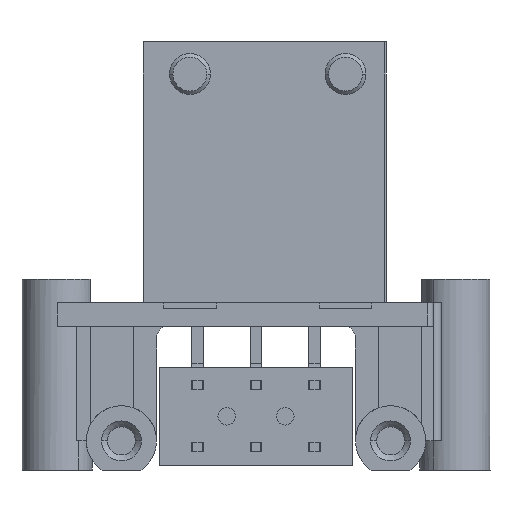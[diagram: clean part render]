
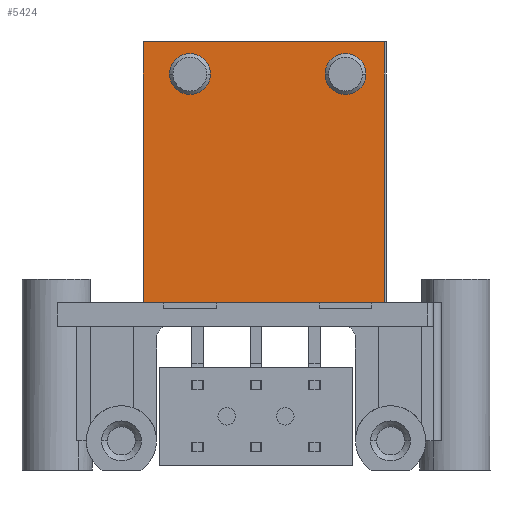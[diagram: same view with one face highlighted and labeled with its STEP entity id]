
A CAD part, front view. The second image highlights one B-rep face of the part: STEP entity #5424.
In plain terms, the highlighted planar face has unit normal (0, -1, 0).
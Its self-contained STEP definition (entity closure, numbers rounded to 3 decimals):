
#72=DIRECTION('',(0.,0.,-1.));
#73=VECTOR('',#72,22.3);
#74=CARTESIAN_POINT('',(-9.65,-7.9,0.));
#75=LINE('',#74,#73);
#80=CARTESIAN_POINT('',(7.65,-7.9,-2.75));
#81=DIRECTION('',(0.,-1.,0.));
#82=DIRECTION('',(-1.,0.,0.));
#83=AXIS2_PLACEMENT_3D('',#80,#81,#82);
#85=CARTESIAN_POINT('',(7.65,-7.9,-2.75));
#86=DIRECTION('',(0.,-1.,0.));
#87=DIRECTION('',(1.,0.,0.));
#88=AXIS2_PLACEMENT_3D('',#85,#86,#87);
#90=CARTESIAN_POINT('',(-5.65,-7.9,-2.75));
#91=DIRECTION('',(0.,-1.,0.));
#92=DIRECTION('',(-1.,0.,0.));
#93=AXIS2_PLACEMENT_3D('',#90,#91,#92);
#95=CARTESIAN_POINT('',(-5.65,-7.9,-2.75));
#96=DIRECTION('',(0.,-1.,0.));
#97=DIRECTION('',(1.,0.,0.));
#98=AXIS2_PLACEMENT_3D('',#95,#96,#97);
#100=DIRECTION('',(1.,0.,0.));
#101=VECTOR('',#100,20.6);
#102=CARTESIAN_POINT('',(-9.65,-7.9,0.));
#103=LINE('',#102,#101);
#104=DIRECTION('',(-1.,0.,0.));
#105=VECTOR('',#104,20.6);
#106=CARTESIAN_POINT('',(10.95,-7.9,-22.3));
#107=LINE('',#106,#105);
#2108=DIRECTION('',(0.,0.,-1.));
#2109=VECTOR('',#2108,22.3);
#2110=CARTESIAN_POINT('',(10.95,-7.9,0.));
#2111=LINE('',#2110,#2109);
#4143=CARTESIAN_POINT('',(-9.65,-7.9,0.));
#4145=VERTEX_POINT('',#4143);
#4192=CARTESIAN_POINT('',(-9.65,-7.9,-22.3));
#4194=VERTEX_POINT('',#4192);
#4322=CARTESIAN_POINT('',(5.9,-7.9,-2.75));
#4323=CARTESIAN_POINT('',(9.4,-7.9,-2.75));
#4324=VERTEX_POINT('',#4322);
#4325=VERTEX_POINT('',#4323);
#4326=CARTESIAN_POINT('',(-7.4,-7.9,-2.75));
#4327=CARTESIAN_POINT('',(-3.9,-7.9,-2.75));
#4328=VERTEX_POINT('',#4326);
#4329=VERTEX_POINT('',#4327);
#4994=CARTESIAN_POINT('',(10.95,-7.9,0.));
#4995=VERTEX_POINT('',#4994);
#4996=CARTESIAN_POINT('',(10.95,-7.9,-22.3));
#4997=VERTEX_POINT('',#4996);
#5398=CARTESIAN_POINT('',(-9.65,-7.9,0.));
#5399=DIRECTION('',(0.,-1.,0.));
#5400=DIRECTION('',(0.,0.,-1.));
#5401=AXIS2_PLACEMENT_3D('',#5398,#5399,#5400);
#5402=PLANE('',#5401);
#5404=ORIENTED_EDGE('',*,*,#5403,.T.);
#5406=ORIENTED_EDGE('',*,*,#5405,.T.);
#5408=ORIENTED_EDGE('',*,*,#5407,.T.);
#5409=ORIENTED_EDGE('',*,*,#5387,.F.);
#5410=EDGE_LOOP('',(#5404,#5406,#5408,#5409));
#5411=FACE_OUTER_BOUND('',#5410,.F.);
#5413=ORIENTED_EDGE('',*,*,#5412,.T.);
#5415=ORIENTED_EDGE('',*,*,#5414,.T.);
#5416=EDGE_LOOP('',(#5413,#5415));
#5417=FACE_BOUND('',#5416,.F.);
#5419=ORIENTED_EDGE('',*,*,#5418,.T.);
#5421=ORIENTED_EDGE('',*,*,#5420,.T.);
#5422=EDGE_LOOP('',(#5419,#5421));
#5423=FACE_BOUND('',#5422,.F.);
#5424=ADVANCED_FACE('',(#5411,#5417,#5423),#5402,.T.);
#84=CIRCLE('',#83,1.75);
#89=CIRCLE('',#88,1.75);
#94=CIRCLE('',#93,1.75);
#99=CIRCLE('',#98,1.75);
#5387=EDGE_CURVE('',#4145,#4194,#75,.T.);
#5403=EDGE_CURVE('',#4145,#4995,#103,.T.);
#5405=EDGE_CURVE('',#4995,#4997,#2111,.T.);
#5407=EDGE_CURVE('',#4997,#4194,#107,.T.);
#5412=EDGE_CURVE('',#4324,#4325,#84,.T.);
#5414=EDGE_CURVE('',#4325,#4324,#89,.T.);
#5418=EDGE_CURVE('',#4328,#4329,#94,.T.);
#5420=EDGE_CURVE('',#4329,#4328,#99,.T.);
